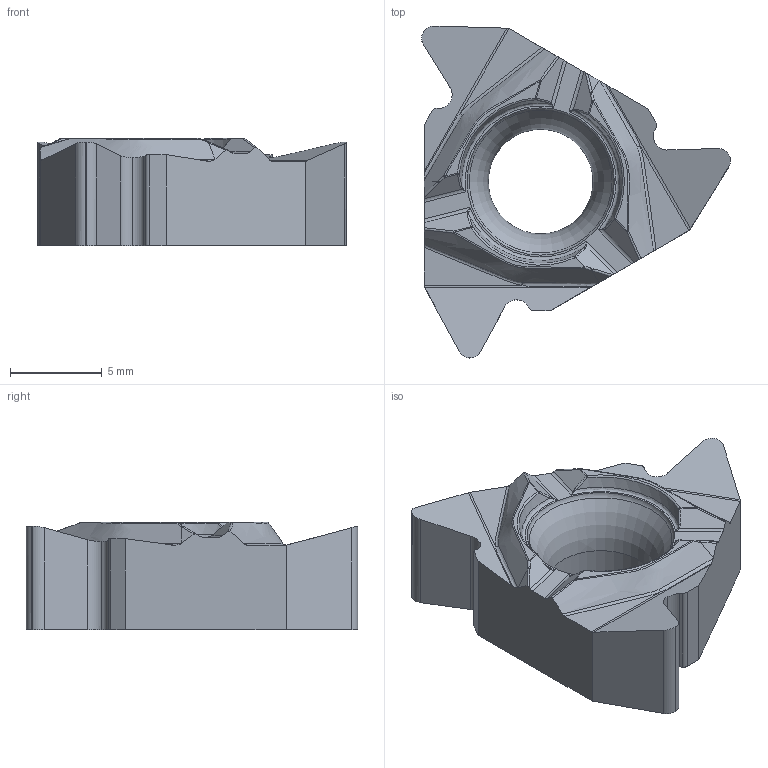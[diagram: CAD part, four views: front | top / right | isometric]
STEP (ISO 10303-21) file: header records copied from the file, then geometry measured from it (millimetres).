
FILE_DESCRIPTION(/* description */ (''),/* implementation_level */ '2;1');
FILE_NAME(/* name */ '1581052042933.stp',/* time_stamp */ '2020-02-07T10:37:31+05:00',/* author */ (''),/* organization */ ('SMS'),/* preprocessor_version */ 'ST-DEVELOPER v16.7',/* originating_system */ 'SIEMENS PLM Software NX 12.0',/* authorisation */ '');
FILE_SCHEMA (('AUTOMOTIVE_DESIGN { 1 0 10303 214 3 1 1 1 }'));
Length unit declared in the file: millimetre
Products named in the file (1): 202496450mod000_00
Bounding box: 16.81 x 18.07 x 5.84 mm (x, y, z)
Volume: 767 mm3; surface area: 722.7 mm2
Topology: 1 solids, 1 shells, 137 faces, 355 edges, 210 vertices
Faces by surface type: plane 41, bspline 39, cylinder 34, sphere 12, torus 8, cone 3
Full cylindrical faces by diameter (mm): 5.7 x1
Entity records: 5686 total; most frequent: CARTESIAN_POINT 2631, ORIENTED_EDGE 674, DIRECTION 573, EDGE_CURVE 337, AXIS2_PLACEMENT_3D 222, VERTEX_POINT 205, EDGE_LOOP 142, ADVANCED_FACE 137
